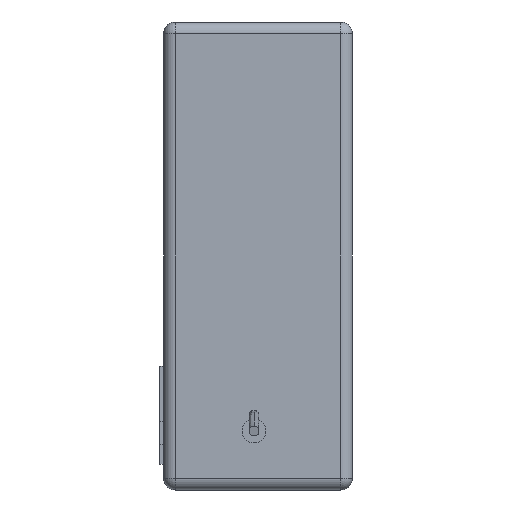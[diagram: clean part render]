
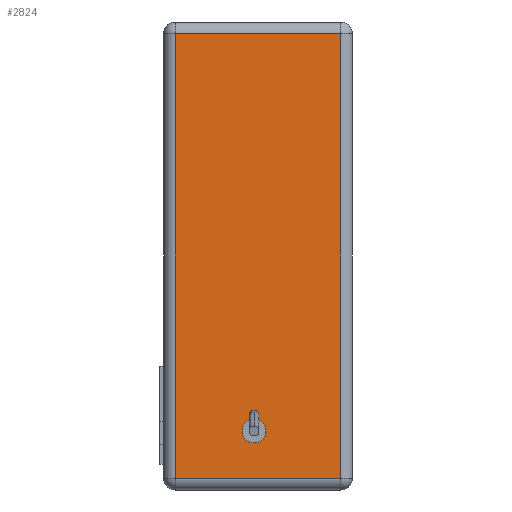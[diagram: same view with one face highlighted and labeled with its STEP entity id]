
A CAD part, left-side view. The second image highlights one B-rep face of the part: STEP entity #2824.
In plain terms, the highlighted planar face has unit normal (-1, 0, 0).
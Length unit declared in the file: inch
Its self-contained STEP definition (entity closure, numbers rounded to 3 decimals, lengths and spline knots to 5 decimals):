
#18 = CARTESIAN_POINT ( 'NONE',  ( -0.425, 0.03, -0.565 ) ) ;
#328 = ORIENTED_EDGE ( 'NONE', *, *, #5932, .T. ) ;
#597 = EDGE_LOOP ( 'NONE', ( #328, #3289, #4142, #8415 ) ) ;
#675 = CARTESIAN_POINT ( 'NONE',  ( -0.425, 0.48, 0.565 ) ) ;
#901 = DIRECTION ( 'NONE',  ( -1., 0., 0. ) ) ;
#1396 = CARTESIAN_POINT ( 'NONE',  ( -0.425, 0.45, -0.595 ) ) ;
#1420 = CIRCLE ( 'NONE', #1661, 0.03 ) ;
#1488 = CARTESIAN_POINT ( 'NONE',  ( -0.425, 0.25, -0.415 ) ) ;
#1661 = AXIS2_PLACEMENT_3D ( 'NONE', #5867, #901, #6689 ) ;
#1683 = PLANE ( 'NONE',  #5156 ) ;
#2306 = CARTESIAN_POINT ( 'NONE',  ( -0.425, 0.25, -0.475 ) ) ;
#2341 = DIRECTION ( 'NONE',  ( 0., 1., 0. ) ) ;
#2536 = DIRECTION ( 'NONE',  ( 1., 0., 0. ) ) ;
#2598 = ORIENTED_EDGE ( 'NONE', *, *, #5170, .F. ) ;
#2824 = ADVANCED_FACE ( 'NONE', ( #9889, #5737 ), #1683, .F. ) ;
#3289 = ORIENTED_EDGE ( 'NONE', *, *, #7343, .T. ) ;
#3637 = LINE ( 'NONE', #4181, #7749 ) ;
#3789 = EDGE_LOOP ( 'NONE', ( #9037, #2598 ) ) ;
#3948 = CARTESIAN_POINT ( 'NONE',  ( -0.425, 0.45, -0.565 ) ) ;
#4142 = ORIENTED_EDGE ( 'NONE', *, *, #6938, .T. ) ;
#4181 = CARTESIAN_POINT ( 'NONE',  ( -0.425, 0.03, 0.595 ) ) ;
#4289 = LINE ( 'NONE', #675, #8420 ) ;
#4311 = CIRCLE ( 'NONE', #7723, 0.03 ) ;
#4331 = CARTESIAN_POINT ( 'NONE',  ( -0.425, 0.25, -0.445 ) ) ;
#4357 = EDGE_CURVE ( 'NONE', #6339, #10532, #4311, .T. ) ;
#4784 = EDGE_CURVE ( 'NONE', #7380, #9287, #4289, .T. ) ;
#5155 = DIRECTION ( 'NONE',  ( 0., 0., -1. ) ) ;
#5156 = AXIS2_PLACEMENT_3D ( 'NONE', #7461, #2536, #8298 ) ;
#5170 = EDGE_CURVE ( 'NONE', #10532, #6339, #1420, .T. ) ;
#5642 = DIRECTION ( 'NONE',  ( 0., -1., 0. ) ) ;
#5737 = FACE_BOUND ( 'NONE', #3789, .T. ) ;
#5867 = CARTESIAN_POINT ( 'NONE',  ( -0.425, 0.25, -0.445 ) ) ;
#5932 = EDGE_CURVE ( 'NONE', #9287, #6331, #6408, .T. ) ;
#6229 = LINE ( 'NONE', #8177, #10635 ) ;
#6331 = VERTEX_POINT ( 'NONE', #3948 ) ;
#6339 = VERTEX_POINT ( 'NONE', #1488 ) ;
#6408 = LINE ( 'NONE', #1396, #8334 ) ;
#6689 = DIRECTION ( 'NONE',  ( 0., 0., -1. ) ) ;
#6938 = EDGE_CURVE ( 'NONE', #8646, #7380, #3637, .T. ) ;
#7343 = EDGE_CURVE ( 'NONE', #6331, #8646, #6229, .T. ) ;
#7380 = VERTEX_POINT ( 'NONE', #9046 ) ;
#7461 = CARTESIAN_POINT ( 'NONE',  ( -0.425, 0.48, -0.595 ) ) ;
#7723 = AXIS2_PLACEMENT_3D ( 'NONE', #4331, #10129, #5155 ) ;
#7749 = VECTOR ( 'NONE', #9941, 39.37008 ) ;
#7998 = DIRECTION ( 'NONE',  ( 0., 0., -1. ) ) ;
#8084 = CARTESIAN_POINT ( 'NONE',  ( -0.425, 0.45, 0.565 ) ) ;
#8177 = CARTESIAN_POINT ( 'NONE',  ( -0.425, 0.48, -0.565 ) ) ;
#8298 = DIRECTION ( 'NONE',  ( 0., 0., -1. ) ) ;
#8334 = VECTOR ( 'NONE', #7998, 39.37008 ) ;
#8415 = ORIENTED_EDGE ( 'NONE', *, *, #4784, .T. ) ;
#8420 = VECTOR ( 'NONE', #2341, 39.37008 ) ;
#8646 = VERTEX_POINT ( 'NONE', #18 ) ;
#9037 = ORIENTED_EDGE ( 'NONE', *, *, #4357, .F. ) ;
#9046 = CARTESIAN_POINT ( 'NONE',  ( -0.425, 0.03, 0.565 ) ) ;
#9287 = VERTEX_POINT ( 'NONE', #8084 ) ;
#9889 = FACE_OUTER_BOUND ( 'NONE', #597, .T. ) ;
#9941 = DIRECTION ( 'NONE',  ( 0., 0., 1. ) ) ;
#10129 = DIRECTION ( 'NONE',  ( -1., 0., 0. ) ) ;
#10532 = VERTEX_POINT ( 'NONE', #2306 ) ;
#10635 = VECTOR ( 'NONE', #5642, 39.37008 ) ;
